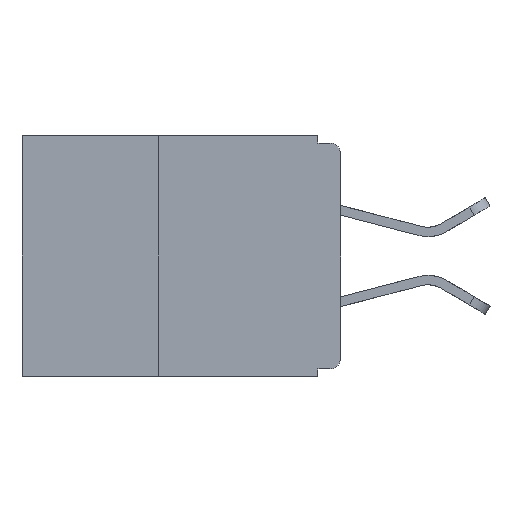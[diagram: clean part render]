
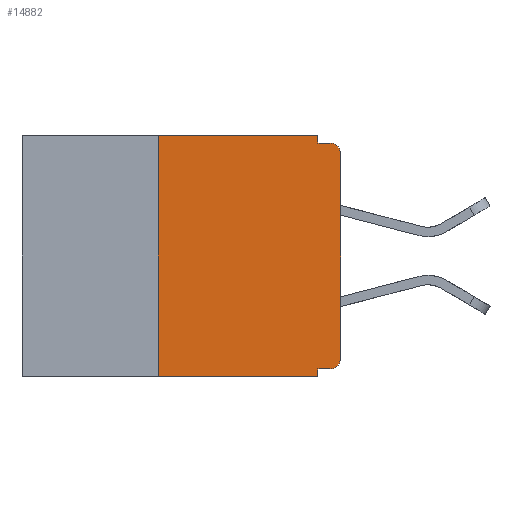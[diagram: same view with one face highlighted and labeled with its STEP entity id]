
A CAD part, left-side view. The second image highlights one B-rep face of the part: STEP entity #14882.
In plain terms, the highlighted planar face has unit normal (-1, 0, 0).
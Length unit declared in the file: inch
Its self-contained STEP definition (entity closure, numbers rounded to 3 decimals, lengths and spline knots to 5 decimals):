
#762 = DIRECTION ( 'NONE',  ( 0., 0., 1. ) ) ;
#1303 = CARTESIAN_POINT ( 'NONE',  ( 0., 0.015, -0.305 ) ) ;
#1362 = CARTESIAN_POINT ( 'NONE',  ( 0., 0.031, -0.32 ) ) ;
#1535 = DIRECTION ( 'NONE',  ( 0., 0., -1. ) ) ;
#1605 = DIRECTION ( 'NONE',  ( 0., 0., 1. ) ) ;
#1731 = CARTESIAN_POINT ( 'NONE',  ( 0., 0.031, 0. ) ) ;
#1865 = VECTOR ( 'NONE', #13653, 39.37008 ) ;
#1930 = VERTEX_POINT ( 'NONE', #11122 ) ;
#2084 = CARTESIAN_POINT ( 'NONE',  ( 0., 0., 0. ) ) ;
#2113 = VERTEX_POINT ( 'NONE', #8410 ) ;
#2151 = VECTOR ( 'NONE', #1605, 39.37008 ) ;
#2207 = EDGE_CURVE ( 'NONE', #16388, #8372, #8513, .T. ) ;
#2364 = LINE ( 'NONE', #16451, #12940 ) ;
#2464 = AXIS2_PLACEMENT_3D ( 'NONE', #5823, #7193, #16149 ) ;
#2670 = DIRECTION ( 'NONE',  ( 0., 0., -1. ) ) ;
#2778 = CARTESIAN_POINT ( 'NONE',  ( 0., 0., -0.305 ) ) ;
#2978 = EDGE_CURVE ( 'NONE', #11128, #2113, #7450, .T. ) ;
#3397 = LINE ( 'NONE', #14040, #10887 ) ;
#3853 = CARTESIAN_POINT ( 'NONE',  ( 0., 0., -0.32 ) ) ;
#3894 = ORIENTED_EDGE ( 'NONE', *, *, #16330, .T. ) ;
#4248 = VERTEX_POINT ( 'NONE', #8125 ) ;
#4414 = EDGE_CURVE ( 'NONE', #1930, #2113, #16648, .T. ) ;
#4744 = CARTESIAN_POINT ( 'NONE',  ( 0., 0.031, -0.33 ) ) ;
#4926 = CARTESIAN_POINT ( 'NONE',  ( 0., 0., -0.01 ) ) ;
#4963 = VECTOR ( 'NONE', #1535, 39.37008 ) ;
#5008 = DIRECTION ( 'NONE',  ( 0., -1., 0. ) ) ;
#5319 = DIRECTION ( 'NONE',  ( 0., -1., 0. ) ) ;
#5458 = LINE ( 'NONE', #1731, #1865 ) ;
#5516 = CARTESIAN_POINT ( 'NONE',  ( 0., 0.437, -0.33 ) ) ;
#5603 = EDGE_CURVE ( 'NONE', #12485, #1930, #5733, .T. ) ;
#5733 = LINE ( 'NONE', #2084, #2151 ) ;
#5753 = CARTESIAN_POINT ( 'NONE',  ( 0., 0.25, -0.33 ) ) ;
#5823 = CARTESIAN_POINT ( 'NONE',  ( 0., 0.437, 0. ) ) ;
#5931 = EDGE_CURVE ( 'NONE', #4248, #14615, #3397, .T. ) ;
#6633 = DIRECTION ( 'NONE',  ( 0., 0., -1. ) ) ;
#6637 = DIRECTION ( 'NONE',  ( -1., 0., 0. ) ) ;
#6649 = CARTESIAN_POINT ( 'NONE',  ( 0., 0.015, -0.025 ) ) ;
#6757 = EDGE_CURVE ( 'NONE', #8009, #8372, #15806, .T. ) ;
#6939 = ORIENTED_EDGE ( 'NONE', *, *, #4414, .T. ) ;
#7117 = AXIS2_PLACEMENT_3D ( 'NONE', #1303, #10666, #2670 ) ;
#7193 = DIRECTION ( 'NONE',  ( 1., 0., 0. ) ) ;
#7383 = ORIENTED_EDGE ( 'NONE', *, *, #12011, .F. ) ;
#7450 = LINE ( 'NONE', #4926, #13953 ) ;
#7727 = CIRCLE ( 'NONE', #7117, 0.015 ) ;
#7799 = CARTESIAN_POINT ( 'NONE',  ( 0., 0.031, -0.33 ) ) ;
#8009 = VERTEX_POINT ( 'NONE', #5753 ) ;
#8125 = CARTESIAN_POINT ( 'NONE',  ( 0., 0.25, 0. ) ) ;
#8372 = VERTEX_POINT ( 'NONE', #7799 ) ;
#8410 = CARTESIAN_POINT ( 'NONE',  ( 0., 0.015, -0.01 ) ) ;
#8481 = ORIENTED_EDGE ( 'NONE', *, *, #15722, .F. ) ;
#8513 = LINE ( 'NONE', #4744, #4963 ) ;
#8629 = VECTOR ( 'NONE', #5319, 39.37008 ) ;
#8946 = FACE_OUTER_BOUND ( 'NONE', #9447, .T. ) ;
#9326 = CARTESIAN_POINT ( 'NONE',  ( 0., 0.031, -0.01 ) ) ;
#9447 = EDGE_LOOP ( 'NONE', ( #11663, #6939, #14235, #7383, #12324, #11102, #15857, #11120, #8481, #3894 ) ) ;
#10263 = EDGE_CURVE ( 'NONE', #8009, #4248, #2364, .T. ) ;
#10666 = DIRECTION ( 'NONE',  ( -1., 0., 0. ) ) ;
#10695 = CARTESIAN_POINT ( 'NONE',  ( 0., 0.015, -0.32 ) ) ;
#10887 = VECTOR ( 'NONE', #14054, 39.37008 ) ;
#11102 = ORIENTED_EDGE ( 'NONE', *, *, #10263, .F. ) ;
#11120 = ORIENTED_EDGE ( 'NONE', *, *, #2207, .F. ) ;
#11122 = CARTESIAN_POINT ( 'NONE',  ( 0., 0., -0.025 ) ) ;
#11128 = VERTEX_POINT ( 'NONE', #9326 ) ;
#11454 = VECTOR ( 'NONE', #15598, 39.37008 ) ;
#11663 = ORIENTED_EDGE ( 'NONE', *, *, #5603, .T. ) ;
#12011 = EDGE_CURVE ( 'NONE', #14615, #11128, #5458, .T. ) ;
#12324 = ORIENTED_EDGE ( 'NONE', *, *, #5931, .F. ) ;
#12485 = VERTEX_POINT ( 'NONE', #2778 ) ;
#12925 = VERTEX_POINT ( 'NONE', #10695 ) ;
#12940 = VECTOR ( 'NONE', #762, 39.37008 ) ;
#13653 = DIRECTION ( 'NONE',  ( 0., 0., -1. ) ) ;
#13678 = PLANE ( 'NONE',  #2464 ) ;
#13953 = VECTOR ( 'NONE', #5008, 39.37008 ) ;
#14040 = CARTESIAN_POINT ( 'NONE',  ( 0., 0.437, 0. ) ) ;
#14054 = DIRECTION ( 'NONE',  ( 0., -1., 0. ) ) ;
#14235 = ORIENTED_EDGE ( 'NONE', *, *, #2978, .F. ) ;
#14615 = VERTEX_POINT ( 'NONE', #15575 ) ;
#14798 = LINE ( 'NONE', #3853, #11454 ) ;
#14882 = ADVANCED_FACE ( 'NONE', ( #8946 ), #13678, .F. ) ;
#15320 = AXIS2_PLACEMENT_3D ( 'NONE', #6649, #6637, #6633 ) ;
#15575 = CARTESIAN_POINT ( 'NONE',  ( 0., 0.031, 0. ) ) ;
#15598 = DIRECTION ( 'NONE',  ( 0., 1., 0. ) ) ;
#15722 = EDGE_CURVE ( 'NONE', #12925, #16388, #14798, .T. ) ;
#15806 = LINE ( 'NONE', #5516, #8629 ) ;
#15857 = ORIENTED_EDGE ( 'NONE', *, *, #6757, .T. ) ;
#16149 = DIRECTION ( 'NONE',  ( 0., 0., -1. ) ) ;
#16330 = EDGE_CURVE ( 'NONE', #12925, #12485, #7727, .T. ) ;
#16388 = VERTEX_POINT ( 'NONE', #1362 ) ;
#16451 = CARTESIAN_POINT ( 'NONE',  ( 0., 0.25, -0.33 ) ) ;
#16648 = CIRCLE ( 'NONE', #15320, 0.015 ) ;
